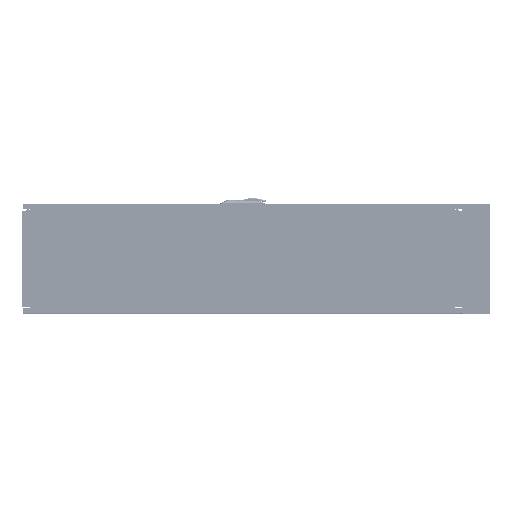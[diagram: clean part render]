
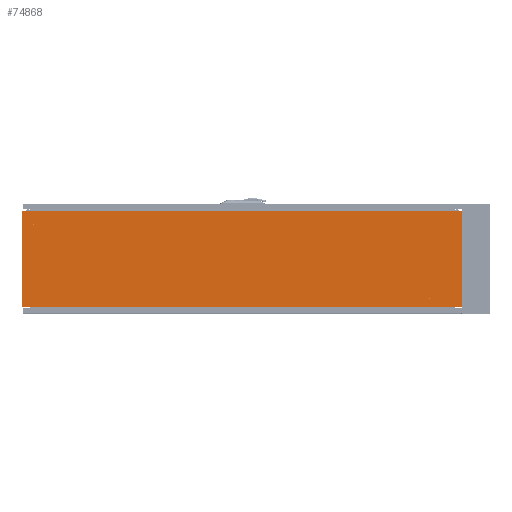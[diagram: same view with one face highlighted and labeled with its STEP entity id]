
A CAD part, left-side view. The second image highlights one B-rep face of the part: STEP entity #74868.
In plain terms, the highlighted planar face has unit normal (-1, 0, 0).
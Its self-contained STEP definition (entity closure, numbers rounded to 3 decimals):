
#1025 = AXIS2_PLACEMENT_3D ( 'NONE', #338520, #210842, #177810 ) ;
#1618 = CARTESIAN_POINT ( 'NONE',  ( -500., -825., 0. ) ) ;
#9393 = EDGE_LOOP ( 'NONE', ( #19597, #84829, #409704, #340165 ) ) ;
#13132 = CARTESIAN_POINT ( 'NONE',  ( -500., -825., 0. ) ) ;
#15141 = PLANE ( 'NONE',  #154595 ) ;
#17584 = VERTEX_POINT ( 'NONE', #161241 ) ;
#19431 = CARTESIAN_POINT ( 'NONE',  ( -500., 354.023, -175. ) ) ;
#19597 = ORIENTED_EDGE ( 'NONE', *, *, #218772, .T. ) ;
#19970 = CARTESIAN_POINT ( 'NONE',  ( -500., 732.51, -49. ) ) ;
#20523 = CARTESIAN_POINT ( 'NONE',  ( -500., -705., -321. ) ) ;
#24865 = VERTEX_POINT ( 'NONE', #155991 ) ;
#26893 = DIRECTION ( 'NONE',  ( 1., 0., 0. ) ) ;
#34986 = CARTESIAN_POINT ( 'NONE',  ( -500., -782.51, -50. ) ) ;
#36220 = DIRECTION ( 'NONE',  ( 1., 0., 0. ) ) ;
#40351 = CARTESIAN_POINT ( 'NONE',  ( -500., 732.51, -301. ) ) ;
#44145 = DIRECTION ( 'NONE',  ( 0., 0., -1. ) ) ;
#44995 = EDGE_CURVE ( 'NONE', #312370, #24865, #76987, .T. ) ;
#45538 = ORIENTED_EDGE ( 'NONE', *, *, #132505, .T. ) ;
#46423 = VERTEX_POINT ( 'NONE', #327137 ) ;
#48278 = AXIS2_PLACEMENT_3D ( 'NONE', #249401, #280271, #416472 ) ;
#48301 = LINE ( 'NONE', #13132, #67706 ) ;
#48635 = AXIS2_PLACEMENT_3D ( 'NONE', #260041, #26893, #233534 ) ;
#56813 = VERTEX_POINT ( 'NONE', #425075 ) ;
#67706 = VECTOR ( 'NONE', #219717, 1000. ) ;
#67968 = ORIENTED_EDGE ( 'NONE', *, *, #87172, .T. ) ;
#68179 = EDGE_LOOP ( 'NONE', ( #113664, #236742 ) ) ;
#74493 = EDGE_CURVE ( 'NONE', #24865, #312370, #308785, .T. ) ;
#74868 = ADVANCED_FACE ( 'NONE', ( #289909, #116318, #423968, #390970, #89827, #190813 ), #15141, .F. ) ;
#74996 = DIRECTION ( 'NONE',  ( 0., 0., 1. ) ) ;
#76987 = CIRCLE ( 'NONE', #224178, 1. ) ;
#77210 = DIRECTION ( 'NONE',  ( 1., 0., 0. ) ) ;
#82203 = DIRECTION ( 'NONE',  ( 1., 0., 0. ) ) ;
#83354 = DIRECTION ( 'NONE',  ( 0., 0., -1. ) ) ;
#84829 = ORIENTED_EDGE ( 'NONE', *, *, #363539, .F. ) ;
#87172 = EDGE_CURVE ( 'NONE', #204567, #319993, #425544, .T. ) ;
#88314 = VECTOR ( 'NONE', #407039, 1000. ) ;
#89827 = FACE_BOUND ( 'NONE', #171454, .T. ) ;
#98723 = EDGE_LOOP ( 'NONE', ( #104463, #215667 ) ) ;
#103901 = CIRCLE ( 'NONE', #293800, 1. ) ;
#104463 = ORIENTED_EDGE ( 'NONE', *, *, #334410, .T. ) ;
#107391 = DIRECTION ( 'NONE',  ( 0., 0., -1. ) ) ;
#112347 = LINE ( 'NONE', #376203, #238906 ) ;
#113664 = ORIENTED_EDGE ( 'NONE', *, *, #146894, .T. ) ;
#116318 = FACE_BOUND ( 'NONE', #278404, .T. ) ;
#117127 = DIRECTION ( 'NONE',  ( 0., 0., -1. ) ) ;
#117424 = LINE ( 'NONE', #290995, #317019 ) ;
#122229 = CARTESIAN_POINT ( 'NONE',  ( -500., -782.51, -301. ) ) ;
#128895 = DIRECTION ( 'NONE',  ( 1., 0., 0. ) ) ;
#132505 = EDGE_CURVE ( 'NONE', #228975, #340808, #134483, .T. ) ;
#134483 = CIRCLE ( 'NONE', #1025, 1. ) ;
#137199 = CIRCLE ( 'NONE', #193303, 1. ) ;
#138467 = EDGE_CURVE ( 'NONE', #340808, #228975, #137199, .T. ) ;
#142544 = EDGE_CURVE ( 'NONE', #319993, #204567, #103901, .T. ) ;
#146894 = EDGE_CURVE ( 'NONE', #46423, #56813, #366782, .T. ) ;
#147068 = VERTEX_POINT ( 'NONE', #301577 ) ;
#149296 = VERTEX_POINT ( 'NONE', #395533 ) ;
#154595 = AXIS2_PLACEMENT_3D ( 'NONE', #19431, #223910, #83354 ) ;
#155991 = CARTESIAN_POINT ( 'NONE',  ( -500., -705., -319. ) ) ;
#161241 = CARTESIAN_POINT ( 'NONE',  ( -500., -825., -350. ) ) ;
#166238 = ORIENTED_EDGE ( 'NONE', *, *, #142544, .T. ) ;
#166856 = DIRECTION ( 'NONE',  ( 0., 0., -1. ) ) ;
#170252 = DIRECTION ( 'NONE',  ( 0., 0., -1. ) ) ;
#171454 = EDGE_LOOP ( 'NONE', ( #249241, #203923 ) ) ;
#175002 = CARTESIAN_POINT ( 'NONE',  ( -500., -782.51, -299. ) ) ;
#177810 = DIRECTION ( 'NONE',  ( 0., 0., -1. ) ) ;
#182573 = CARTESIAN_POINT ( 'NONE',  ( -500., 775., 25. ) ) ;
#190813 = FACE_OUTER_BOUND ( 'NONE', #9393, .T. ) ;
#193303 = AXIS2_PLACEMENT_3D ( 'NONE', #404241, #340473, #107391 ) ;
#194141 = EDGE_CURVE ( 'NONE', #56813, #46423, #260487, .T. ) ;
#203274 = CARTESIAN_POINT ( 'NONE',  ( -500., -782.51, -300. ) ) ;
#203923 = ORIENTED_EDGE ( 'NONE', *, *, #74493, .T. ) ;
#204567 = VERTEX_POINT ( 'NONE', #175002 ) ;
#210842 = DIRECTION ( 'NONE',  ( 1., 0., 0. ) ) ;
#215667 = ORIENTED_EDGE ( 'NONE', *, *, #340223, .T. ) ;
#217185 = CIRCLE ( 'NONE', #48635, 1. ) ;
#218772 = EDGE_CURVE ( 'NONE', #417084, #149296, #314609, .T. ) ;
#219717 = DIRECTION ( 'NONE',  ( 0., -1., 0. ) ) ;
#223910 = DIRECTION ( 'NONE',  ( 1., 0., 0. ) ) ;
#224178 = AXIS2_PLACEMENT_3D ( 'NONE', #378435, #77210, #44145 ) ;
#228975 = VERTEX_POINT ( 'NONE', #40351 ) ;
#233534 = DIRECTION ( 'NONE',  ( 0., 0., -1. ) ) ;
#236742 = ORIENTED_EDGE ( 'NONE', *, *, #194141, .T. ) ;
#237851 = CIRCLE ( 'NONE', #48278, 1. ) ;
#238906 = VECTOR ( 'NONE', #74996, 1000. ) ;
#241773 = VERTEX_POINT ( 'NONE', #19970 ) ;
#242328 = CARTESIAN_POINT ( 'NONE',  ( -500., 775., 0. ) ) ;
#249241 = ORIENTED_EDGE ( 'NONE', *, *, #44995, .T. ) ;
#249401 = CARTESIAN_POINT ( 'NONE',  ( -500., 732.51, -50. ) ) ;
#251569 = DIRECTION ( 'NONE',  ( 0., 1., 0. ) ) ;
#253435 = CARTESIAN_POINT ( 'NONE',  ( -500., -782.51, -50. ) ) ;
#260041 = CARTESIAN_POINT ( 'NONE',  ( -500., 732.51, -50. ) ) ;
#260487 = CIRCLE ( 'NONE', #422088, 1. ) ;
#267349 = DIRECTION ( 'NONE',  ( 0., 0., -1. ) ) ;
#273628 = AXIS2_PLACEMENT_3D ( 'NONE', #277979, #82203, #383414 ) ;
#277301 = EDGE_CURVE ( 'NONE', #417084, #408798, #48301, .T. ) ;
#277979 = CARTESIAN_POINT ( 'NONE',  ( -500., -705., -320. ) ) ;
#278404 = EDGE_LOOP ( 'NONE', ( #45538, #343439 ) ) ;
#280271 = DIRECTION ( 'NONE',  ( 1., 0., 0. ) ) ;
#289909 = FACE_BOUND ( 'NONE', #98723, .T. ) ;
#290995 = CARTESIAN_POINT ( 'NONE',  ( -500., -825., -350. ) ) ;
#293800 = AXIS2_PLACEMENT_3D ( 'NONE', #430060, #128895, #267349 ) ;
#301577 = CARTESIAN_POINT ( 'NONE',  ( -500., 732.51, -51. ) ) ;
#305419 = DIRECTION ( 'NONE',  ( 1., 0., 0. ) ) ;
#306029 = AXIS2_PLACEMENT_3D ( 'NONE', #203274, #36220, #170252 ) ;
#308785 = CIRCLE ( 'NONE', #273628, 1. ) ;
#312370 = VERTEX_POINT ( 'NONE', #20523 ) ;
#314609 = LINE ( 'NONE', #182573, #88314 ) ;
#317019 = VECTOR ( 'NONE', #251569, 1000. ) ;
#319993 = VERTEX_POINT ( 'NONE', #122229 ) ;
#327137 = CARTESIAN_POINT ( 'NONE',  ( -500., -782.51, -51. ) ) ;
#331618 = AXIS2_PLACEMENT_3D ( 'NONE', #253435, #387489, #117127 ) ;
#334410 = EDGE_CURVE ( 'NONE', #147068, #241773, #217185, .T. ) ;
#338520 = CARTESIAN_POINT ( 'NONE',  ( -500., 732.51, -300. ) ) ;
#340165 = ORIENTED_EDGE ( 'NONE', *, *, #277301, .F. ) ;
#340223 = EDGE_CURVE ( 'NONE', #241773, #147068, #237851, .T. ) ;
#340473 = DIRECTION ( 'NONE',  ( 1., 0., 0. ) ) ;
#340808 = VERTEX_POINT ( 'NONE', #375965 ) ;
#343439 = ORIENTED_EDGE ( 'NONE', *, *, #138467, .T. ) ;
#363539 = EDGE_CURVE ( 'NONE', #17584, #149296, #117424, .T. ) ;
#366782 = CIRCLE ( 'NONE', #331618, 1. ) ;
#375965 = CARTESIAN_POINT ( 'NONE',  ( -500., 732.51, -299. ) ) ;
#376203 = CARTESIAN_POINT ( 'NONE',  ( -500., -825., 25. ) ) ;
#378435 = CARTESIAN_POINT ( 'NONE',  ( -500., -705., -320. ) ) ;
#378995 = EDGE_CURVE ( 'NONE', #17584, #408798, #112347, .T. ) ;
#383414 = DIRECTION ( 'NONE',  ( 0., 0., -1. ) ) ;
#387489 = DIRECTION ( 'NONE',  ( 1., 0., 0. ) ) ;
#390970 = FACE_BOUND ( 'NONE', #433555, .T. ) ;
#395533 = CARTESIAN_POINT ( 'NONE',  ( -500., 775., -350. ) ) ;
#404241 = CARTESIAN_POINT ( 'NONE',  ( -500., 732.51, -300. ) ) ;
#407039 = DIRECTION ( 'NONE',  ( 0., 0., -1. ) ) ;
#408798 = VERTEX_POINT ( 'NONE', #1618 ) ;
#409704 = ORIENTED_EDGE ( 'NONE', *, *, #378995, .T. ) ;
#416472 = DIRECTION ( 'NONE',  ( 0., 0., -1. ) ) ;
#417084 = VERTEX_POINT ( 'NONE', #242328 ) ;
#422088 = AXIS2_PLACEMENT_3D ( 'NONE', #34986, #305419, #166856 ) ;
#423968 = FACE_BOUND ( 'NONE', #68179, .T. ) ;
#425075 = CARTESIAN_POINT ( 'NONE',  ( -500., -782.51, -49. ) ) ;
#425544 = CIRCLE ( 'NONE', #306029, 1. ) ;
#430060 = CARTESIAN_POINT ( 'NONE',  ( -500., -782.51, -300. ) ) ;
#433555 = EDGE_LOOP ( 'NONE', ( #166238, #67968 ) ) ;
